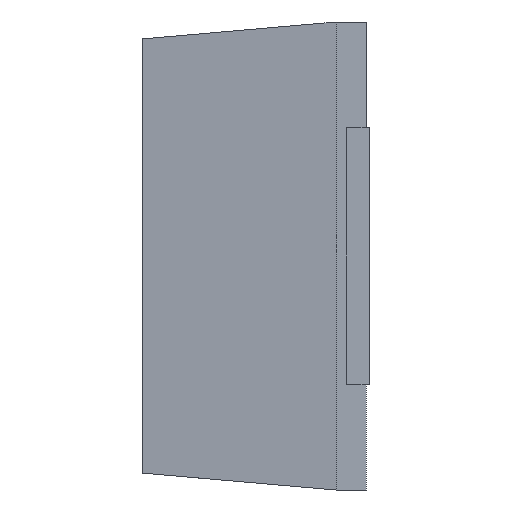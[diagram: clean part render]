
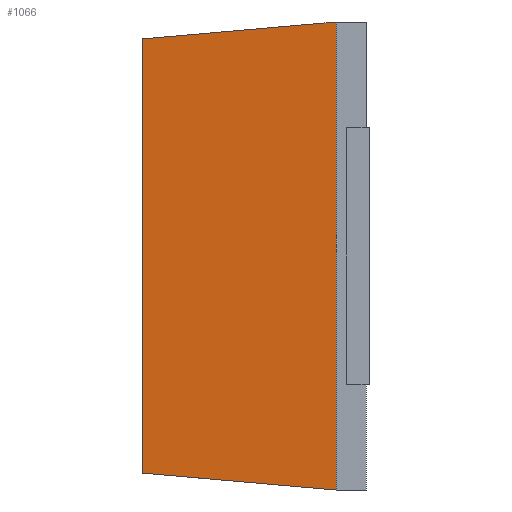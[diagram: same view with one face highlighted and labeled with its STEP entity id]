
A CAD part, left-side view. The second image highlights one B-rep face of the part: STEP entity #1066.
In plain terms, the highlighted planar face has unit normal (-0.996, 0.087, 0).
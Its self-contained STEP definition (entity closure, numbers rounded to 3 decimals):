
#3 = CARTESIAN_POINT ( 'NONE',  ( -1.275, 0.1, 0.775 ) ) ;
#8 = EDGE_CURVE ( 'NONE', #221, #1068, #523, .T. ) ;
#16 = CARTESIAN_POINT ( 'NONE',  ( -1.219, 0.74, -0.719 ) ) ;
#29 = DIRECTION ( 'NONE',  ( -0.996, 0.087, 0. ) ) ;
#35 = DIRECTION ( 'NONE',  ( 0., 0., 1. ) ) ;
#44 = VECTOR ( 'NONE', #918, 1000. ) ;
#65 = VECTOR ( 'NONE', #273, 1000. ) ;
#136 = CARTESIAN_POINT ( 'NONE',  ( -1.275, 0.1, -0.775 ) ) ;
#195 = CARTESIAN_POINT ( 'NONE',  ( -1.275, 0.1, -0.775 ) ) ;
#221 = VERTEX_POINT ( 'NONE', #16 ) ;
#273 = DIRECTION ( 'NONE',  ( 0., 0., 1. ) ) ;
#276 = CARTESIAN_POINT ( 'NONE',  ( -1.219, 0.74, 0.719 ) ) ;
#282 = EDGE_CURVE ( 'NONE', #1068, #1021, #1019, .T. ) ;
#355 = DIRECTION ( 'NONE',  ( -0.087, -0.996, 0. ) ) ;
#369 = EDGE_CURVE ( 'NONE', #221, #461, #600, .T. ) ;
#430 = VECTOR ( 'NONE', #35, 1000. ) ;
#447 = CARTESIAN_POINT ( 'NONE',  ( -1.275, 0.1, 0.775 ) ) ;
#461 = VERTEX_POINT ( 'NONE', #579 ) ;
#487 = ORIENTED_EDGE ( 'NONE', *, *, #535, .T. ) ;
#501 = EDGE_LOOP ( 'NONE', ( #487, #577, #1082, #1048 ) ) ;
#507 = VECTOR ( 'NONE', #1060, 1000. ) ;
#523 = LINE ( 'NONE', #777, #65 ) ;
#535 = EDGE_CURVE ( 'NONE', #461, #1021, #615, .T. ) ;
#577 = ORIENTED_EDGE ( 'NONE', *, *, #282, .F. ) ;
#579 = CARTESIAN_POINT ( 'NONE',  ( -1.275, 0.1, -0.775 ) ) ;
#599 = PLANE ( 'NONE',  #637 ) ;
#600 = LINE ( 'NONE', #136, #507 ) ;
#615 = LINE ( 'NONE', #447, #430 ) ;
#637 = AXIS2_PLACEMENT_3D ( 'NONE', #195, #29, #355 ) ;
#666 = CARTESIAN_POINT ( 'NONE',  ( -1.275, 0.1, 0.775 ) ) ;
#777 = CARTESIAN_POINT ( 'NONE',  ( -1.219, 0.74, -0.775 ) ) ;
#918 = DIRECTION ( 'NONE',  ( -0.087, -0.992, 0.087 ) ) ;
#1019 = LINE ( 'NONE', #3, #44 ) ;
#1021 = VERTEX_POINT ( 'NONE', #666 ) ;
#1045 = FACE_OUTER_BOUND ( 'NONE', #501, .T. ) ;
#1048 = ORIENTED_EDGE ( 'NONE', *, *, #369, .T. ) ;
#1060 = DIRECTION ( 'NONE',  ( -0.087, -0.992, -0.087 ) ) ;
#1066 = ADVANCED_FACE ( 'NONE', ( #1045 ), #599, .T. ) ;
#1068 = VERTEX_POINT ( 'NONE', #276 ) ;
#1082 = ORIENTED_EDGE ( 'NONE', *, *, #8, .F. ) ;
